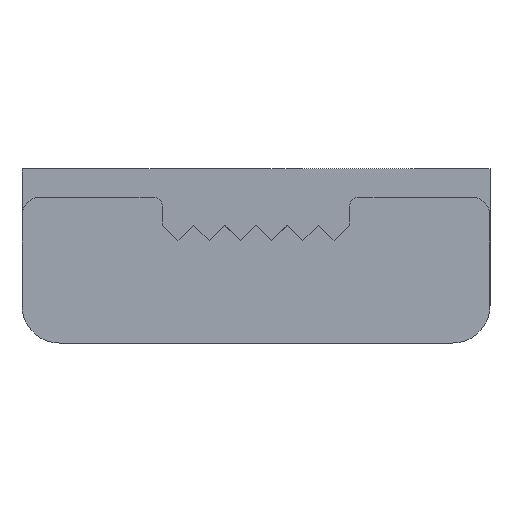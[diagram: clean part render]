
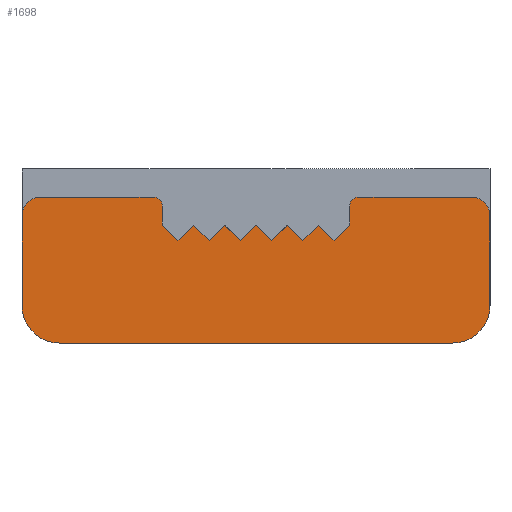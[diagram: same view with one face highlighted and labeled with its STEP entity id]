
A CAD part, left-side view. The second image highlights one B-rep face of the part: STEP entity #1698.
In plain terms, the highlighted planar face has unit normal (-1, 0, 0).
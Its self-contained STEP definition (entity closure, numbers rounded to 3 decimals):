
#47=PLANE('',#1806);
#119=FACE_OUTER_BOUND('',#209,.T.);
#209=EDGE_LOOP('',(#1191,#1192,#1193,#1194,#1195,#1196,#1197,#1198,#1199,
#1200,#1201,#1202,#1203,#1204,#1205,#1206,#1207,#1208,#1209,#1210,#1211,
#1212,#1213,#1214,#1215));
#305=LINE('',#2451,#507);
#311=LINE('',#2465,#513);
#321=LINE('',#2493,#523);
#322=LINE('',#2497,#524);
#323=LINE('',#2500,#525);
#324=LINE('',#2502,#526);
#325=LINE('',#2504,#527);
#326=LINE('',#2506,#528);
#327=LINE('',#2508,#529);
#328=LINE('',#2510,#530);
#329=LINE('',#2512,#531);
#330=LINE('',#2514,#532);
#331=LINE('',#2516,#533);
#332=LINE('',#2518,#534);
#333=LINE('',#2520,#535);
#334=LINE('',#2521,#536);
#335=LINE('',#2525,#537);
#336=LINE('',#2529,#538);
#337=LINE('',#2533,#539);
#507=VECTOR('',#1957,1.);
#513=VECTOR('',#1967,1.);
#523=VECTOR('',#1987,4.8);
#524=VECTOR('',#1990,6.);
#525=VECTOR('',#1993,1.179);
#526=VECTOR('',#1994,1.179);
#527=VECTOR('',#1995,1.179);
#528=VECTOR('',#1996,1.179);
#529=VECTOR('',#1997,1.179);
#530=VECTOR('',#1998,1.179);
#531=VECTOR('',#1999,1.179);
#532=VECTOR('',#2000,1.179);
#533=VECTOR('',#2001,1.179);
#534=VECTOR('',#2002,1.179);
#535=VECTOR('',#2003,1.179);
#536=VECTOR('',#2004,1.179);
#537=VECTOR('',#2007,6.);
#538=VECTOR('',#2010,4.8);
#539=VECTOR('',#2013,21.);
#707=CIRCLE('',#1807,1.);
#708=CIRCLE('',#1808,0.5);
#709=CIRCLE('',#1809,0.5);
#710=CIRCLE('',#1810,1.);
#711=CIRCLE('',#1811,2.);
#712=CIRCLE('',#1812,2.);
#744=VERTEX_POINT('',#2448);
#745=VERTEX_POINT('',#2450);
#750=VERTEX_POINT('',#2463);
#751=VERTEX_POINT('',#2464);
#763=VERTEX_POINT('',#2491);
#764=VERTEX_POINT('',#2492);
#765=VERTEX_POINT('',#2494);
#766=VERTEX_POINT('',#2496);
#767=VERTEX_POINT('',#2499);
#768=VERTEX_POINT('',#2501);
#769=VERTEX_POINT('',#2503);
#770=VERTEX_POINT('',#2505);
#771=VERTEX_POINT('',#2507);
#772=VERTEX_POINT('',#2509);
#773=VERTEX_POINT('',#2511);
#774=VERTEX_POINT('',#2513);
#775=VERTEX_POINT('',#2515);
#776=VERTEX_POINT('',#2517);
#777=VERTEX_POINT('',#2519);
#778=VERTEX_POINT('',#2522);
#779=VERTEX_POINT('',#2524);
#780=VERTEX_POINT('',#2526);
#781=VERTEX_POINT('',#2528);
#782=VERTEX_POINT('',#2530);
#783=VERTEX_POINT('',#2532);
#915=EDGE_CURVE('',#745,#744,#305,.T.);
#921=EDGE_CURVE('',#750,#751,#311,.T.);
#934=EDGE_CURVE('',#763,#764,#321,.T.);
#935=EDGE_CURVE('',#763,#765,#707,.T.);
#936=EDGE_CURVE('',#765,#766,#322,.T.);
#937=EDGE_CURVE('',#766,#750,#708,.T.);
#938=EDGE_CURVE('',#767,#751,#323,.T.);
#939=EDGE_CURVE('',#768,#767,#324,.T.);
#940=EDGE_CURVE('',#769,#768,#325,.T.);
#941=EDGE_CURVE('',#770,#769,#326,.T.);
#942=EDGE_CURVE('',#771,#770,#327,.T.);
#943=EDGE_CURVE('',#772,#771,#328,.T.);
#944=EDGE_CURVE('',#773,#772,#329,.T.);
#945=EDGE_CURVE('',#774,#773,#330,.T.);
#946=EDGE_CURVE('',#775,#774,#331,.T.);
#947=EDGE_CURVE('',#776,#775,#332,.T.);
#948=EDGE_CURVE('',#777,#776,#333,.T.);
#949=EDGE_CURVE('',#745,#777,#334,.T.);
#950=EDGE_CURVE('',#744,#778,#709,.T.);
#951=EDGE_CURVE('',#778,#779,#335,.T.);
#952=EDGE_CURVE('',#779,#780,#710,.T.);
#953=EDGE_CURVE('',#780,#781,#336,.T.);
#954=EDGE_CURVE('',#781,#782,#711,.T.);
#955=EDGE_CURVE('',#783,#782,#337,.T.);
#956=EDGE_CURVE('',#783,#764,#712,.T.);
#1191=ORIENTED_EDGE('',*,*,#934,.F.);
#1192=ORIENTED_EDGE('',*,*,#935,.T.);
#1193=ORIENTED_EDGE('',*,*,#936,.T.);
#1194=ORIENTED_EDGE('',*,*,#937,.T.);
#1195=ORIENTED_EDGE('',*,*,#921,.T.);
#1196=ORIENTED_EDGE('',*,*,#938,.F.);
#1197=ORIENTED_EDGE('',*,*,#939,.F.);
#1198=ORIENTED_EDGE('',*,*,#940,.F.);
#1199=ORIENTED_EDGE('',*,*,#941,.F.);
#1200=ORIENTED_EDGE('',*,*,#942,.F.);
#1201=ORIENTED_EDGE('',*,*,#943,.F.);
#1202=ORIENTED_EDGE('',*,*,#944,.F.);
#1203=ORIENTED_EDGE('',*,*,#945,.F.);
#1204=ORIENTED_EDGE('',*,*,#946,.F.);
#1205=ORIENTED_EDGE('',*,*,#947,.F.);
#1206=ORIENTED_EDGE('',*,*,#948,.F.);
#1207=ORIENTED_EDGE('',*,*,#949,.F.);
#1208=ORIENTED_EDGE('',*,*,#915,.T.);
#1209=ORIENTED_EDGE('',*,*,#950,.T.);
#1210=ORIENTED_EDGE('',*,*,#951,.T.);
#1211=ORIENTED_EDGE('',*,*,#952,.T.);
#1212=ORIENTED_EDGE('',*,*,#953,.T.);
#1213=ORIENTED_EDGE('',*,*,#954,.T.);
#1214=ORIENTED_EDGE('',*,*,#955,.F.);
#1215=ORIENTED_EDGE('',*,*,#956,.T.);
#1698=ADVANCED_FACE('',(#119),#47,.T.);
#1806=AXIS2_PLACEMENT_3D('',#2490,#1985,#1986);
#1807=AXIS2_PLACEMENT_3D('',#2495,#1988,#1989);
#1808=AXIS2_PLACEMENT_3D('',#2498,#1991,#1992);
#1809=AXIS2_PLACEMENT_3D('',#2523,#2005,#2006);
#1810=AXIS2_PLACEMENT_3D('',#2527,#2008,#2009);
#1811=AXIS2_PLACEMENT_3D('',#2531,#2011,#2012);
#1812=AXIS2_PLACEMENT_3D('',#2534,#2014,#2015);
#1957=DIRECTION('',(0.,0.,1.));
#1967=DIRECTION('',(0.,0.,-1.));
#1985=DIRECTION('center_axis',(-1.,0.,0.));
#1986=DIRECTION('ref_axis',(0.,0.,1.));
#1987=DIRECTION('',(0.,0.,-1.));
#1988=DIRECTION('center_axis',(-1.,0.,0.));
#1989=DIRECTION('ref_axis',(0.,0.,1.));
#1990=DIRECTION('',(0.,1.,0.));
#1991=DIRECTION('center_axis',(-1.,0.,0.));
#1992=DIRECTION('ref_axis',(0.,0.,1.));
#1993=DIRECTION('',(0.,-0.707,0.707));
#1994=DIRECTION('',(0.,-0.707,-0.707));
#1995=DIRECTION('',(0.,-0.707,0.707));
#1996=DIRECTION('',(0.,-0.707,-0.707));
#1997=DIRECTION('',(0.,-0.707,0.707));
#1998=DIRECTION('',(0.,-0.707,-0.707));
#1999=DIRECTION('',(0.,-0.707,0.707));
#2000=DIRECTION('',(0.,-0.707,-0.707));
#2001=DIRECTION('',(0.,-0.707,0.707));
#2002=DIRECTION('',(0.,-0.707,-0.707));
#2003=DIRECTION('',(0.,-0.707,0.707));
#2004=DIRECTION('',(0.,-0.707,-0.707));
#2005=DIRECTION('center_axis',(-1.,0.,0.));
#2006=DIRECTION('ref_axis',(0.,0.,1.));
#2007=DIRECTION('',(0.,1.,0.));
#2008=DIRECTION('center_axis',(-1.,0.,0.));
#2009=DIRECTION('ref_axis',(0.,0.,1.));
#2010=DIRECTION('',(0.,0.,-1.));
#2011=DIRECTION('center_axis',(-1.,0.,0.));
#2012=DIRECTION('ref_axis',(0.,0.,1.));
#2013=DIRECTION('',(0.,1.,0.));
#2014=DIRECTION('center_axis',(-1.,0.,0.));
#2015=DIRECTION('ref_axis',(0.,0.,1.));
#2448=CARTESIAN_POINT('',(2.5,19.8,2.));
#2450=CARTESIAN_POINT('',(2.5,19.8,1.));
#2451=CARTESIAN_POINT('',(2.5,19.8,1.));
#2463=CARTESIAN_POINT('',(2.5,9.8,2.));
#2464=CARTESIAN_POINT('',(2.5,9.8,1.));
#2465=CARTESIAN_POINT('',(2.5,9.8,2.));
#2490=CARTESIAN_POINT('Origin',(2.5,0.,26.78));
#2491=CARTESIAN_POINT('',(2.5,2.3,1.5));
#2492=CARTESIAN_POINT('',(2.5,2.3,-3.3));
#2493=CARTESIAN_POINT('',(2.5,2.3,1.5));
#2494=CARTESIAN_POINT('',(2.5,3.3,2.5));
#2495=CARTESIAN_POINT('Origin',(2.5,3.3,1.5));
#2496=CARTESIAN_POINT('',(2.5,9.3,2.5));
#2497=CARTESIAN_POINT('',(2.5,3.3,2.5));
#2498=CARTESIAN_POINT('Origin',(2.5,9.3,2.));
#2499=CARTESIAN_POINT('',(2.5,10.633,0.167));
#2500=CARTESIAN_POINT('',(2.5,10.633,0.167));
#2501=CARTESIAN_POINT('',(2.5,11.467,1.));
#2502=CARTESIAN_POINT('',(2.5,11.467,1.));
#2503=CARTESIAN_POINT('',(2.5,12.3,0.167));
#2504=CARTESIAN_POINT('',(2.5,12.3,0.167));
#2505=CARTESIAN_POINT('',(2.5,13.133,1.));
#2506=CARTESIAN_POINT('',(2.5,13.133,1.));
#2507=CARTESIAN_POINT('',(2.5,13.967,0.167));
#2508=CARTESIAN_POINT('',(2.5,13.967,0.167));
#2509=CARTESIAN_POINT('',(2.5,14.8,1.));
#2510=CARTESIAN_POINT('',(2.5,14.8,1.));
#2511=CARTESIAN_POINT('',(2.5,15.633,0.167));
#2512=CARTESIAN_POINT('',(2.5,15.633,0.167));
#2513=CARTESIAN_POINT('',(2.5,16.467,1.));
#2514=CARTESIAN_POINT('',(2.5,16.467,1.));
#2515=CARTESIAN_POINT('',(2.5,17.3,0.167));
#2516=CARTESIAN_POINT('',(2.5,17.3,0.167));
#2517=CARTESIAN_POINT('',(2.5,18.133,1.));
#2518=CARTESIAN_POINT('',(2.5,18.133,1.));
#2519=CARTESIAN_POINT('',(2.5,18.967,0.167));
#2520=CARTESIAN_POINT('',(2.5,18.967,0.167));
#2521=CARTESIAN_POINT('',(2.5,19.8,1.));
#2522=CARTESIAN_POINT('',(2.5,20.3,2.5));
#2523=CARTESIAN_POINT('Origin',(2.5,20.3,2.));
#2524=CARTESIAN_POINT('',(2.5,26.3,2.5));
#2525=CARTESIAN_POINT('',(2.5,20.3,2.5));
#2526=CARTESIAN_POINT('',(2.5,27.3,1.5));
#2527=CARTESIAN_POINT('Origin',(2.5,26.3,1.5));
#2528=CARTESIAN_POINT('',(2.5,27.3,-3.3));
#2529=CARTESIAN_POINT('',(2.5,27.3,1.5));
#2530=CARTESIAN_POINT('',(2.5,25.3,-5.3));
#2531=CARTESIAN_POINT('Origin',(2.5,25.3,-3.3));
#2532=CARTESIAN_POINT('',(2.5,4.3,-5.3));
#2533=CARTESIAN_POINT('',(2.5,4.3,-5.3));
#2534=CARTESIAN_POINT('Origin',(2.5,4.3,-3.3));
